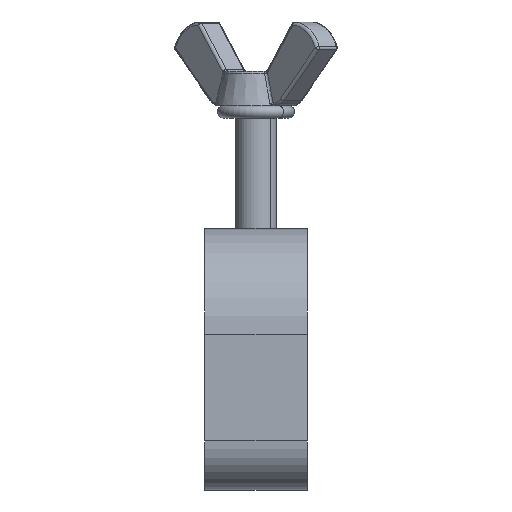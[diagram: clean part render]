
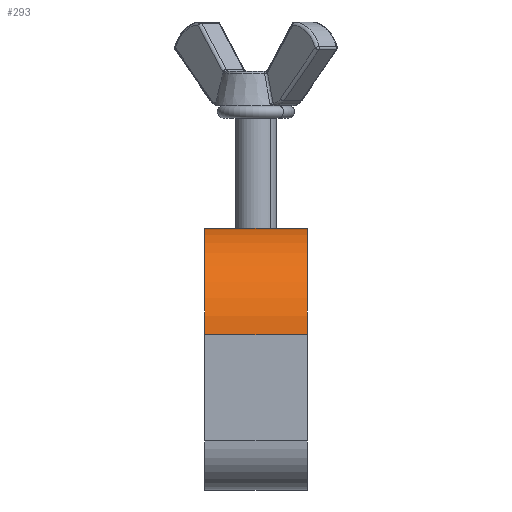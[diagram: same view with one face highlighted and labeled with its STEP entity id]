
A CAD part, front view. The second image highlights one B-rep face of the part: STEP entity #293.
In plain terms, the highlighted cylindrical face has radius 26 mm (diameter 52 mm), a partial arc.
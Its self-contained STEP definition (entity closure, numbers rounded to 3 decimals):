
#15 = VERTEX_POINT ( 'NONE', #1409 ) ;
#83 = CARTESIAN_POINT ( 'NONE',  ( 12.5, 0., -26. ) ) ;
#293 = ADVANCED_FACE ( 'NONE', ( #4626 ), #14585, .T. ) ;
#387 = CARTESIAN_POINT ( 'NONE',  ( -12.5, 0., -26. ) ) ;
#739 = VECTOR ( 'NONE', #3562, 1000. ) ;
#800 = CIRCLE ( 'NONE', #3921, 26. ) ;
#1331 = DIRECTION ( 'NONE',  ( -1., 0., 0. ) ) ;
#1391 = DIRECTION ( 'NONE',  ( 0., 0., 1. ) ) ;
#1409 = CARTESIAN_POINT ( 'NONE',  ( 12.5, 0., -26. ) ) ;
#1467 = LINE ( 'NONE', #83, #739 ) ;
#2866 = DIRECTION ( 'NONE',  ( 0., 0., -1. ) ) ;
#3513 = VECTOR ( 'NONE', #1331, 1000. ) ;
#3562 = DIRECTION ( 'NONE',  ( -1., 0., 0. ) ) ;
#3597 = DIRECTION ( 'NONE',  ( -1., 0., 0. ) ) ;
#3921 = AXIS2_PLACEMENT_3D ( 'NONE', #8284, #3597, #9540 ) ;
#4626 = FACE_OUTER_BOUND ( 'NONE', #12028, .T. ) ;
#5285 = CARTESIAN_POINT ( 'NONE',  ( -12.5, 26., -26. ) ) ;
#5756 = EDGE_CURVE ( 'NONE', #15, #12718, #800, .T. ) ;
#6107 = DIRECTION ( 'NONE',  ( -1., 0., 0. ) ) ;
#6707 = LINE ( 'NONE', #13171, #3513 ) ;
#7016 = AXIS2_PLACEMENT_3D ( 'NONE', #9672, #7338, #1391 ) ;
#7338 = DIRECTION ( 'NONE',  ( -1., 0., 0. ) ) ;
#7576 = CARTESIAN_POINT ( 'NONE',  ( -12.5, 26., 0. ) ) ;
#8284 = CARTESIAN_POINT ( 'NONE',  ( 12.5, 26., -26. ) ) ;
#9067 = EDGE_CURVE ( 'NONE', #15, #9133, #1467, .T. ) ;
#9083 = EDGE_CURVE ( 'NONE', #12718, #9526, #6707, .T. ) ;
#9133 = VERTEX_POINT ( 'NONE', #387 ) ;
#9526 = VERTEX_POINT ( 'NONE', #7576 ) ;
#9540 = DIRECTION ( 'NONE',  ( 0., 0., -1. ) ) ;
#9672 = CARTESIAN_POINT ( 'NONE',  ( 12.5, 26., -26. ) ) ;
#9709 = ORIENTED_EDGE ( 'NONE', *, *, #9083, .T. ) ;
#10232 = CARTESIAN_POINT ( 'NONE',  ( 12.5, 26., 0. ) ) ;
#10539 = AXIS2_PLACEMENT_3D ( 'NONE', #5285, #6107, #2866 ) ;
#12028 = EDGE_LOOP ( 'NONE', ( #13780, #13062, #12815, #9709 ) ) ;
#12069 = CIRCLE ( 'NONE', #10539, 26. ) ;
#12718 = VERTEX_POINT ( 'NONE', #10232 ) ;
#12815 = ORIENTED_EDGE ( 'NONE', *, *, #5756, .T. ) ;
#13062 = ORIENTED_EDGE ( 'NONE', *, *, #9067, .F. ) ;
#13171 = CARTESIAN_POINT ( 'NONE',  ( 12.5, 26., 0. ) ) ;
#13780 = ORIENTED_EDGE ( 'NONE', *, *, #14194, .F. ) ;
#14194 = EDGE_CURVE ( 'NONE', #9133, #9526, #12069, .T. ) ;
#14585 = CYLINDRICAL_SURFACE ( 'NONE', #7016, 26. ) ;
